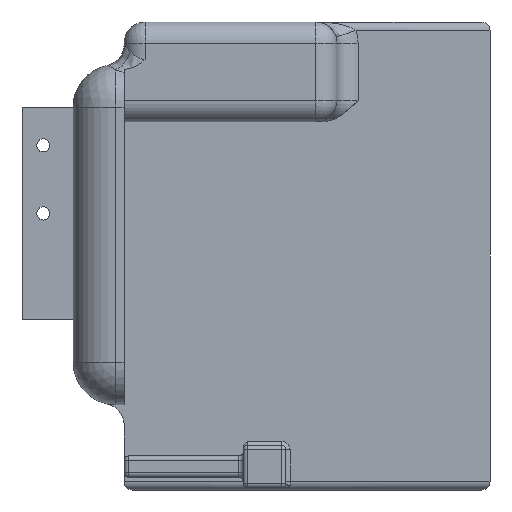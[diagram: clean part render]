
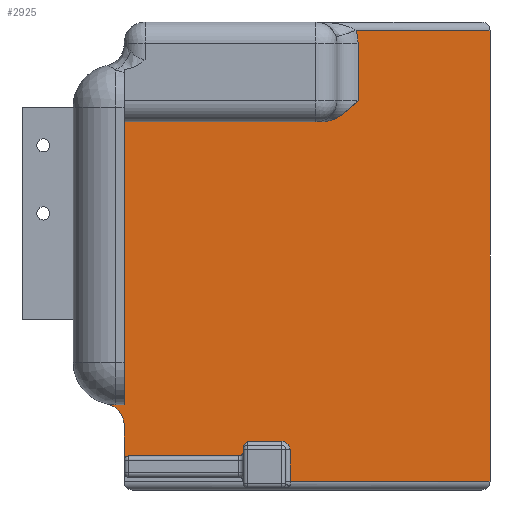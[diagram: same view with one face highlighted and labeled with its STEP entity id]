
A CAD part, left-side view. The second image highlights one B-rep face of the part: STEP entity #2925.
In plain terms, the highlighted planar face has unit normal (-1, 0, 0).
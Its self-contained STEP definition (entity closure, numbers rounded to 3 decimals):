
#52=B_SPLINE_CURVE_WITH_KNOTS('',3,(#4364,#4365,#4366,#4367,#4368,#4369,
#4370,#4371,#4372,#4373),.UNSPECIFIED.,.F.,.F.,(4,2,2,2,4),(0.,0.294,
0.588,0.779,0.97),.UNSPECIFIED.);
#75=B_SPLINE_CURVE_WITH_KNOTS('',3,(#5194,#5195,#5196,#5197,#5198,#5199),
 .UNSPECIFIED.,.F.,.F.,(4,2,4),(0.506,0.582,0.7),
 .UNSPECIFIED.);
#177=PLANE('',#3270);
#338=FACE_OUTER_BOUND('',#536,.T.);
#536=EDGE_LOOP('',(#2522,#2523,#2524,#2525,#2526,#2527,#2528,#2529,#2530,
#2531,#2532,#2533,#2534,#2535,#2536,#2537,#2538,#2539,#2540,#2541));
#619=LINE('',#4418,#842);
#654=LINE('',#4865,#877);
#670=LINE('',#4914,#893);
#687=LINE('',#4972,#910);
#702=LINE('',#5018,#925);
#703=LINE('',#5020,#926);
#737=LINE('',#5364,#960);
#742=LINE('',#5381,#965);
#760=LINE('',#5468,#983);
#761=LINE('',#5475,#984);
#762=LINE('',#5478,#985);
#763=LINE('',#5479,#986);
#842=VECTOR('',#3470,10.);
#877=VECTOR('',#3621,10.);
#893=VECTOR('',#3671,10.);
#910=VECTOR('',#3724,10.);
#925=VECTOR('',#3779,10.);
#926=VECTOR('',#3782,10.);
#960=VECTOR('',#3952,10.);
#965=VECTOR('',#3967,10.);
#983=VECTOR('',#4089,10.);
#984=VECTOR('',#4098,10.);
#985=VECTOR('',#4101,10.);
#986=VECTOR('',#4102,10.);
#1057=CIRCLE('',#3064,10.);
#1070=CIRCLE('',#3084,5.);
#1096=CIRCLE('',#3138,10.);
#1160=CIRCLE('',#3264,2.);
#1164=CIRCLE('',#3271,1.);
#1165=CIRCLE('',#3272,1.);
#1218=VERTEX_POINT('',#4362);
#1219=VERTEX_POINT('',#4363);
#1227=VERTEX_POINT('',#4417);
#1253=VERTEX_POINT('',#4639);
#1268=VERTEX_POINT('',#4836);
#1269=VERTEX_POINT('',#4837);
#1281=VERTEX_POINT('',#4863);
#1297=VERTEX_POINT('',#4912);
#1314=VERTEX_POINT('',#4971);
#1324=VERTEX_POINT('',#5008);
#1325=VERTEX_POINT('',#5016);
#1364=VERTEX_POINT('',#5191);
#1365=VERTEX_POINT('',#5193);
#1377=VERTEX_POINT('',#5363);
#1384=VERTEX_POINT('',#5379);
#1400=VERTEX_POINT('',#5462);
#1401=VERTEX_POINT('',#5466);
#1402=VERTEX_POINT('',#5472);
#1403=VERTEX_POINT('',#5474);
#1404=VERTEX_POINT('',#5477);
#1481=EDGE_CURVE('',#1218,#1219,#52,.F.);
#1495=EDGE_CURVE('',#1219,#1227,#619,.T.);
#1538=EDGE_CURVE('',#1227,#1253,#1057,.T.);
#1565=EDGE_CURVE('',#1268,#1269,#1070,.F.);
#1579=EDGE_CURVE('',#1281,#1269,#654,.T.);
#1603=EDGE_CURVE('',#1218,#1297,#670,.T.);
#1630=EDGE_CURVE('',#1253,#1314,#687,.T.);
#1649=EDGE_CURVE('',#1268,#1324,#1096,.T.);
#1654=EDGE_CURVE('',#1325,#1297,#702,.T.);
#1655=EDGE_CURVE('',#1324,#1325,#703,.T.);
#1711=EDGE_CURVE('',#1364,#1365,#75,.F.);
#1737=EDGE_CURVE('',#1377,#1365,#737,.T.);
#1746=EDGE_CURVE('',#1384,#1364,#742,.T.);
#1786=EDGE_CURVE('',#1400,#1384,#1160,.T.);
#1789=EDGE_CURVE('',#1401,#1400,#760,.T.);
#1791=EDGE_CURVE('',#1402,#1281,#1164,.F.);
#1792=EDGE_CURVE('',#1402,#1403,#761,.T.);
#1793=EDGE_CURVE('',#1403,#1377,#1165,.T.);
#1794=EDGE_CURVE('',#1404,#1401,#762,.T.);
#1795=EDGE_CURVE('',#1314,#1404,#763,.T.);
#2522=ORIENTED_EDGE('',*,*,#1603,.T.);
#2523=ORIENTED_EDGE('',*,*,#1654,.F.);
#2524=ORIENTED_EDGE('',*,*,#1655,.F.);
#2525=ORIENTED_EDGE('',*,*,#1649,.F.);
#2526=ORIENTED_EDGE('',*,*,#1565,.T.);
#2527=ORIENTED_EDGE('',*,*,#1579,.F.);
#2528=ORIENTED_EDGE('',*,*,#1791,.F.);
#2529=ORIENTED_EDGE('',*,*,#1792,.T.);
#2530=ORIENTED_EDGE('',*,*,#1793,.T.);
#2531=ORIENTED_EDGE('',*,*,#1737,.T.);
#2532=ORIENTED_EDGE('',*,*,#1711,.F.);
#2533=ORIENTED_EDGE('',*,*,#1746,.F.);
#2534=ORIENTED_EDGE('',*,*,#1786,.F.);
#2535=ORIENTED_EDGE('',*,*,#1789,.F.);
#2536=ORIENTED_EDGE('',*,*,#1794,.F.);
#2537=ORIENTED_EDGE('',*,*,#1795,.F.);
#2538=ORIENTED_EDGE('',*,*,#1630,.F.);
#2539=ORIENTED_EDGE('',*,*,#1538,.F.);
#2540=ORIENTED_EDGE('',*,*,#1495,.F.);
#2541=ORIENTED_EDGE('',*,*,#1481,.F.);
#2925=ADVANCED_FACE('',(#338),#177,.T.);
#3064=AXIS2_PLACEMENT_3D('',#4652,#3559,#3560);
#3084=AXIS2_PLACEMENT_3D('',#4838,#3603,#3604);
#3138=AXIS2_PLACEMENT_3D('',#5009,#3767,#3768);
#3264=AXIS2_PLACEMENT_3D('',#5463,#4081,#4082);
#3270=AXIS2_PLACEMENT_3D('',#5471,#4094,#4095);
#3271=AXIS2_PLACEMENT_3D('',#5473,#4096,#4097);
#3272=AXIS2_PLACEMENT_3D('',#5476,#4099,#4100);
#3470=DIRECTION('',(0.,0.,1.));
#3559=DIRECTION('center_axis',(-1.,0.,0.));
#3560=DIRECTION('ref_axis',(0.,-0.949,0.316));
#3603=DIRECTION('center_axis',(-1.,0.,0.));
#3604=DIRECTION('ref_axis',(0.,1.,0.));
#3621=DIRECTION('',(0.,0.,1.));
#3671=DIRECTION('',(0.,1.,0.));
#3724=DIRECTION('',(0.,-1.,0.));
#3767=DIRECTION('center_axis',(-1.,0.,0.));
#3768=DIRECTION('ref_axis',(0.,0.707,-0.707));
#3779=DIRECTION('',(0.,0.,1.));
#3782=DIRECTION('',(0.,-1.,0.));
#3952=DIRECTION('',(0.,0.,1.));
#3967=DIRECTION('',(0.,1.,0.));
#4081=DIRECTION('center_axis',(-1.,0.,0.));
#4082=DIRECTION('ref_axis',(0.,-0.707,0.707));
#4089=DIRECTION('',(0.,0.,1.));
#4094=DIRECTION('center_axis',(-1.,0.,0.));
#4095=DIRECTION('ref_axis',(0.,-1.,0.));
#4096=DIRECTION('center_axis',(1.,0.,0.));
#4097=DIRECTION('ref_axis',(0.,0.707,0.707));
#4098=DIRECTION('',(0.,-1.,0.));
#4099=DIRECTION('center_axis',(-1.,0.,0.));
#4100=DIRECTION('ref_axis',(0.,-0.707,-0.707));
#4101=DIRECTION('',(0.,1.,0.));
#4102=DIRECTION('',(0.,0.,-1.));
#4362=CARTESIAN_POINT('',(-53.5,-3.34,-13.5));
#4363=CARTESIAN_POINT('',(-53.5,-12.,-8.5));
#4364=CARTESIAN_POINT('Ctrl Pts',(-53.5,-12.,-8.5));
#4365=CARTESIAN_POINT('Ctrl Pts',(-53.5,-11.307,-9.193));
#4366=CARTESIAN_POINT('Ctrl Pts',(-53.5,-10.546,-9.957));
#4367=CARTESIAN_POINT('Ctrl Pts',(-53.5,-8.926,-11.355));
#4368=CARTESIAN_POINT('Ctrl Pts',(-53.5,-8.061,-11.984));
#4369=CARTESIAN_POINT('Ctrl Pts',(-53.5,-6.637,-12.75));
#4370=CARTESIAN_POINT('Ctrl Pts',(-53.5,-5.995,-13.027));
#4371=CARTESIAN_POINT('Ctrl Pts',(-53.5,-4.665,-13.403));
#4372=CARTESIAN_POINT('Ctrl Pts',(-53.5,-3.977,-13.5));
#4373=CARTESIAN_POINT('Ctrl Pts',(-53.5,-3.34,-13.5));
#4417=CARTESIAN_POINT('',(-53.5,-12.,5.));
#4418=CARTESIAN_POINT('',(-53.5,-12.,5.));
#4639=CARTESIAN_POINT('',(-53.5,-11.539,8.));
#4652=CARTESIAN_POINT('Origin',(-53.5,-2.,5.));
#4836=CARTESIAN_POINT('',(-53.5,47.,-79.798));
#4837=CARTESIAN_POINT('',(-53.5,43.,-84.697));
#4838=CARTESIAN_POINT('Origin',(-53.5,48.,-84.697));
#4863=CARTESIAN_POINT('',(-53.5,43.,-93.));
#4865=CARTESIAN_POINT('',(-53.5,43.,0.));
#4912=CARTESIAN_POINT('',(-53.5,43.,-13.5));
#4914=CARTESIAN_POINT('',(-53.5,30.5,-13.5));
#4971=CARTESIAN_POINT('',(-53.5,-43.,8.));
#4972=CARTESIAN_POINT('',(-53.5,21.5,8.));
#5008=CARTESIAN_POINT('',(-53.5,45.,-80.));
#5009=CARTESIAN_POINT('Origin',(-53.5,45.,-70.));
#5016=CARTESIAN_POINT('',(-53.5,43.,-80.));
#5018=CARTESIAN_POINT('',(-53.5,43.,0.));
#5020=CARTESIAN_POINT('',(-53.5,43.,-80.));
#5191=CARTESIAN_POINT('',(-53.5,14.,-88.5));
#5193=CARTESIAN_POINT('',(-53.5,15.,-90.232));
#5194=CARTESIAN_POINT('Ctrl Pts',(-53.5,15.,-90.232));
#5195=CARTESIAN_POINT('Ctrl Pts',(-53.5,15.,-89.977));
#5196=CARTESIAN_POINT('Ctrl Pts',(-53.5,14.91,-89.685));
#5197=CARTESIAN_POINT('Ctrl Pts',(-53.5,14.604,-89.115));
#5198=CARTESIAN_POINT('Ctrl Pts',(-53.5,14.277,-88.777));
#5199=CARTESIAN_POINT('Ctrl Pts',(-53.5,14.,-88.5));
#5363=CARTESIAN_POINT('',(-53.5,15.,-91.));
#5364=CARTESIAN_POINT('',(-53.5,15.,-47.25));
#5379=CARTESIAN_POINT('',(-53.5,6.,-88.5));
#5381=CARTESIAN_POINT('',(-53.5,29.,-88.5));
#5462=CARTESIAN_POINT('',(-53.5,4.,-90.5));
#5463=CARTESIAN_POINT('Origin',(-53.5,6.,-90.5));
#5466=CARTESIAN_POINT('',(-53.5,4.,-98.));
#5468=CARTESIAN_POINT('',(-53.5,4.,-47.25));
#5471=CARTESIAN_POINT('Origin',(-53.5,43.,0.));
#5472=CARTESIAN_POINT('',(-53.5,42.,-92.));
#5473=CARTESIAN_POINT('Origin',(-53.5,42.,-93.));
#5474=CARTESIAN_POINT('',(-53.5,16.,-92.));
#5475=CARTESIAN_POINT('',(-53.5,43.,-92.));
#5476=CARTESIAN_POINT('Origin',(-53.5,16.,-91.));
#5477=CARTESIAN_POINT('',(-53.5,-43.,-98.));
#5478=CARTESIAN_POINT('',(-53.5,21.5,-98.));
#5479=CARTESIAN_POINT('',(-53.5,-43.,0.));
